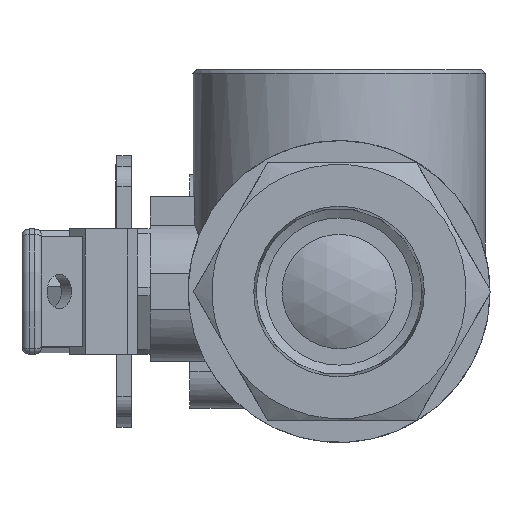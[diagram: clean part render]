
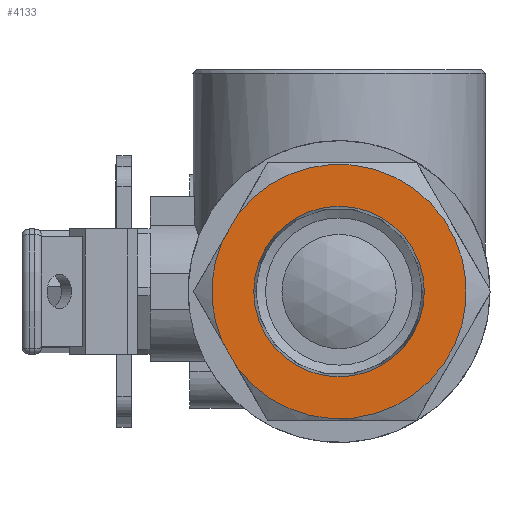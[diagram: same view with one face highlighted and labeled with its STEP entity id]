
A CAD part, left-side view. The second image highlights one B-rep face of the part: STEP entity #4133.
In plain terms, the highlighted planar face has unit normal (-1, 0, 0).
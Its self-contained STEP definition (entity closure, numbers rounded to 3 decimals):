
#535=LINE('',#7730,#894);
#537=LINE('',#7737,#896);
#894=VECTOR('',#5535,1000.);
#896=VECTOR('',#5543,1000.);
#1967=ORIENTED_EDGE('',*,*,#2614,.F.);
#1968=ORIENTED_EDGE('',*,*,#2612,.F.);
#1969=ORIENTED_EDGE('',*,*,#2615,.T.);
#1970=ORIENTED_EDGE('',*,*,#2616,.F.);
#1971=ORIENTED_EDGE('',*,*,#2594,.T.);
#2594=EDGE_CURVE('',#3004,#3003,#3170,.T.);
#2612=EDGE_CURVE('',#3016,#3003,#535,.T.);
#2614=EDGE_CURVE('',#3017,#3017,#3175,.T.);
#2615=EDGE_CURVE('',#3016,#3018,#3176,.T.);
#2616=EDGE_CURVE('',#3004,#3018,#537,.T.);
#3003=VERTEX_POINT('',#7670);
#3004=VERTEX_POINT('',#7672);
#3016=VERTEX_POINT('',#7729);
#3017=VERTEX_POINT('',#7734);
#3018=VERTEX_POINT('',#7736);
#3170=CIRCLE('',#4479,27.829);
#3175=CIRCLE('',#4497,18.652);
#3176=CIRCLE('',#4498,27.829);
#3435=EDGE_LOOP('',(#1967));
#3436=EDGE_LOOP('',(#1968,#1969,#1970,#1971));
#3725=FACE_BOUND('',#3435,.T.);
#3726=FACE_BOUND('',#3436,.T.);
#3915=PLANE('',#4496);
#4133=ADVANCED_FACE('',(#3725,#3726),#3915,.T.);
#4479=AXIS2_PLACEMENT_3D('',#7671,#5492,#5493);
#4496=AXIS2_PLACEMENT_3D('',#7732,#5537,#5538);
#4497=AXIS2_PLACEMENT_3D('',#7733,#5539,#5540);
#4498=AXIS2_PLACEMENT_3D('',#7735,#5541,#5542);
#5492=DIRECTION('',(-1.,0.,0.));
#5493=DIRECTION('',(0.,0.,1.));
#5535=DIRECTION('',(0.,-0.5,0.866));
#5537=DIRECTION('',(-1.,0.,0.));
#5538=DIRECTION('',(0.,0.,1.));
#5539=DIRECTION('',(-1.,0.,0.));
#5540=DIRECTION('',(0.,0.,1.));
#5541=DIRECTION('',(-1.,0.,0.));
#5542=DIRECTION('',(0.,0.,1.));
#5543=DIRECTION('',(0.,0.5,0.866));
#7670=CARTESIAN_POINT('',(-48.5,22.799,16.861));
#7671=CARTESIAN_POINT('',(-48.5,0.66,0.));
#7672=CARTESIAN_POINT('',(-48.5,22.799,-16.861));
#7729=CARTESIAN_POINT('',(-48.5,26.332,10.742));
#7730=CARTESIAN_POINT('',(-48.5,32.534,0.));
#7732=CARTESIAN_POINT('',(-48.5,10.304,0.));
#7733=CARTESIAN_POINT('',(-48.5,0.66,0.));
#7734=CARTESIAN_POINT('',(-48.5,0.66,18.652));
#7735=CARTESIAN_POINT('',(-48.5,0.66,0.));
#7736=CARTESIAN_POINT('',(-48.5,26.332,-10.742));
#7737=CARTESIAN_POINT('',(-48.5,16.267,-28.175));
